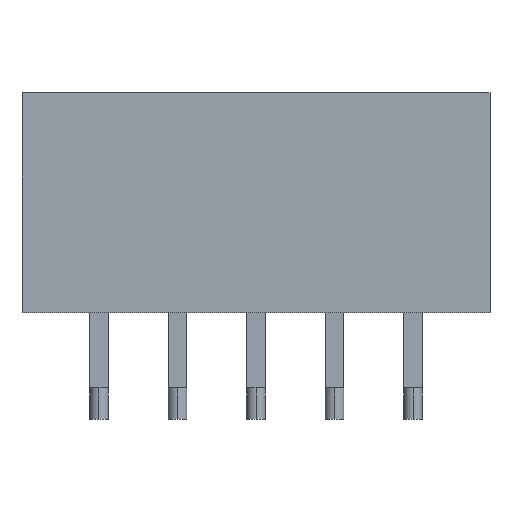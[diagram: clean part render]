
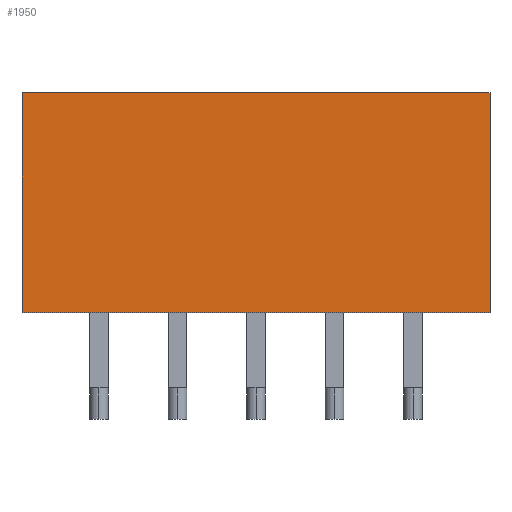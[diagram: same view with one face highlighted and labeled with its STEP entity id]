
A CAD part, front view. The second image highlights one B-rep face of the part: STEP entity #1950.
In plain terms, the highlighted planar face has unit normal (0, -1, 0).
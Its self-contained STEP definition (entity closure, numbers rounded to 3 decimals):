
#440 = AXIS2_PLACEMENT_3D ( 'NONE', #482, #481, #497 ) ;
#441 = PLANE ( 'NONE',  #440 ) ;
#442 = LINE ( 'NONE', #474, #473 ) ;
#472 = DIRECTION ( 'NONE',  ( 0., 0., -1. ) ) ;
#473 = VECTOR ( 'NONE', #472, 1000. ) ;
#474 = CARTESIAN_POINT ( 'NONE',  ( 14.9, 0., 0. ) ) ;
#481 = DIRECTION ( 'NONE',  ( 0., -1., 0. ) ) ;
#482 = CARTESIAN_POINT ( 'NONE',  ( 0., 0., 0. ) ) ;
#497 = DIRECTION ( 'NONE',  ( 0., 0., -1. ) ) ;
#1456 = EDGE_CURVE ( 'NONE', #1457, #1458, #3800, .T. ) ;
#1457 = VERTEX_POINT ( 'NONE', #3796 ) ;
#1458 = VERTEX_POINT ( 'NONE', #3795 ) ;
#1661 = VERTEX_POINT ( 'NONE', #2255 ) ;
#1798 = EDGE_CURVE ( 'NONE', #1661, #1799, #2597, .T. ) ;
#1799 = VERTEX_POINT ( 'NONE', #2598 ) ;
#1822 = EDGE_CURVE ( 'NONE', #1458, #1661, #2608, .T. ) ;
#1911 = ORIENTED_EDGE ( 'NONE', *, *, #1456, .F. ) ;
#1912 = ORIENTED_EDGE ( 'NONE', *, *, #1972, .F. ) ;
#1913 = ORIENTED_EDGE ( 'NONE', *, *, #1798, .F. ) ;
#1940 = EDGE_LOOP ( 'NONE', ( #1951, #1911, #1912, #1913 ) ) ;
#1950 = ADVANCED_FACE ( 'NONE', ( #2925 ), #441, .T. ) ;
#1951 = ORIENTED_EDGE ( 'NONE', *, *, #1822, .F. ) ;
#1972 = EDGE_CURVE ( 'NONE', #1799, #1457, #442, .T. ) ;
#2255 = CARTESIAN_POINT ( 'NONE',  ( 0., 0., 0. ) ) ;
#2584 = DIRECTION ( 'NONE',  ( 0., 0., 1. ) ) ;
#2585 = VECTOR ( 'NONE', #2584, 1000. ) ;
#2586 = CARTESIAN_POINT ( 'NONE',  ( 0., 0., 0. ) ) ;
#2588 = DIRECTION ( 'NONE',  ( 1., 0., 0. ) ) ;
#2595 = VECTOR ( 'NONE', #2588, 1000. ) ;
#2596 = CARTESIAN_POINT ( 'NONE',  ( 0., 0., 0. ) ) ;
#2597 = LINE ( 'NONE', #2596, #2595 ) ;
#2598 = CARTESIAN_POINT ( 'NONE',  ( 14.9, 0., 0. ) ) ;
#2608 = LINE ( 'NONE', #2586, #2585 ) ;
#2925 = FACE_OUTER_BOUND ( 'NONE', #1940, .T. ) ;
#3795 = CARTESIAN_POINT ( 'NONE',  ( 0., 0., -7. ) ) ;
#3796 = CARTESIAN_POINT ( 'NONE',  ( 14.9, 0., -7. ) ) ;
#3797 = DIRECTION ( 'NONE',  ( -1., 0., 0. ) ) ;
#3798 = VECTOR ( 'NONE', #3797, 1000. ) ;
#3799 = CARTESIAN_POINT ( 'NONE',  ( 0., 0., -7. ) ) ;
#3800 = LINE ( 'NONE', #3799, #3798 ) ;
